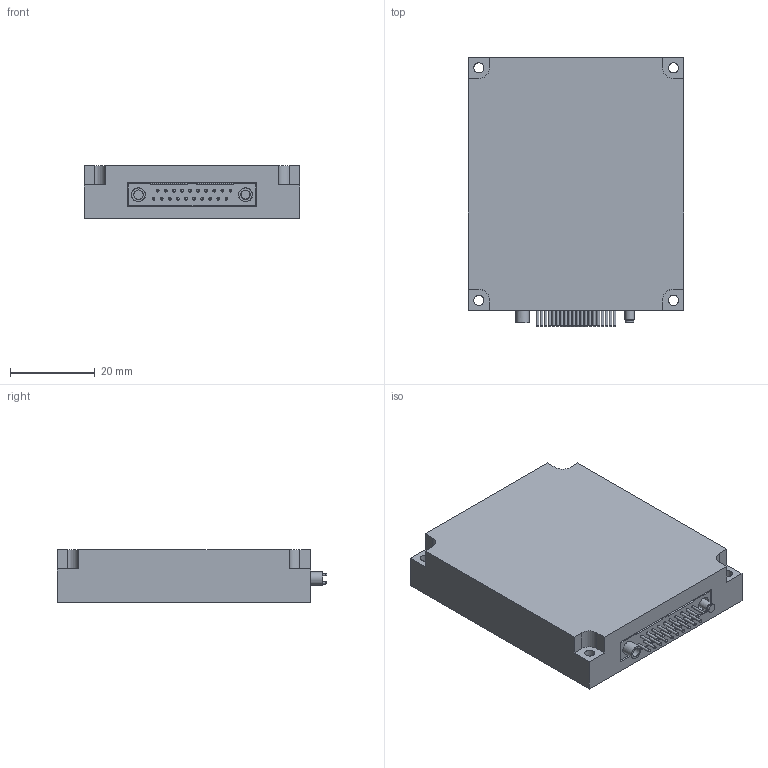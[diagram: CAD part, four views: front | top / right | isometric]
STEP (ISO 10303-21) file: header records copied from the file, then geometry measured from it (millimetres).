
FILE_DESCRIPTION(/* description */ ('Unknown'),/* implementation_level */ '2;1');
FILE_NAME(/* name */ 'M7419001',/* time_stamp */ '2020-05-09T12:22:44-04:00',/* author */ ('Unknown'),/* organization */ ('Unknown'),/* preprocessor_version */ 'ST-DEVELOPER v16.7',/* originating_system */ 'DEX',/* authorisation */ $);
FILE_SCHEMA (('CONFIG_CONTROL_DESIGN'));
Length unit declared in the file: millimetre
Products named in the file (3): M7419001; MAIN BODY; RM272-020-322-2900
Assembly tree (2 placements, depth 2):
  M7419001
    MAIN BODY
    RM272-020-322-2900
Bounding box: 50.8 x 63.5 x 12.45 mm (x, y, z)
Volume: 36853 mm3; surface area: 11546.8 mm2
Topology: 2 solids, 2 shells, 354 faces, 1057 edges, 685 vertices
Faces by surface type: plane 211, cylinder 102, sphere 20, torus 20, cone 1
Full cylindrical faces by diameter (mm): 0.508 x20, 0.617 x30, 0.66 x20, 1.778 x1, 2.032 x1, 2.184 x5, 2.235 x1, 2.4 x4, 3.175 x2, 3.302 x4
Entity records: 14726 total; most frequent: CARTESIAN_POINT 3660, DIRECTION 1803, ORIENTED_EDGE 1706, EDGE_CURVE 853, AXIS2_PLACEMENT_3D 653, VERTEX_POINT 610, EDGE_LOOP 525, FACE_BOUND 525
